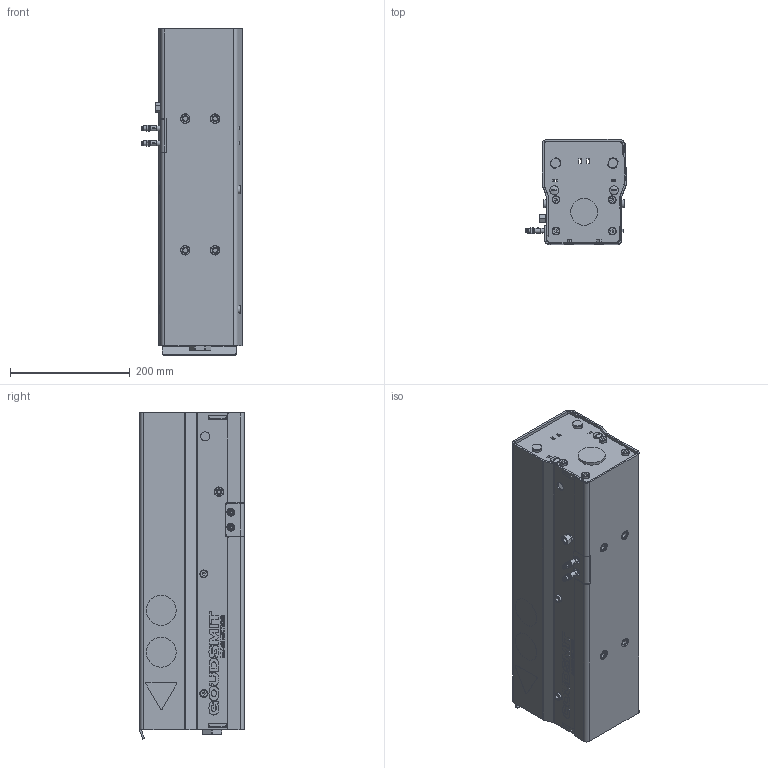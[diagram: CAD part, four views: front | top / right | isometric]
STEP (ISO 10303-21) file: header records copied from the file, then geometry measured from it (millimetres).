
FILE_DESCRIPTION(/* description */ (''),/* implementation_level */ '2;1');
FILE_NAME(/* name */ 'TPSP125301 E Customer.stp',/* time_stamp */ '2023-02-03T15:18:34+01:00',/* author */ ('lh'),/* organization */ (''),/* preprocessor_version */ 'ST-DEVELOPER v18.1',/* originating_system */ 'Autodesk Inventor 2021',/* authorisation */ '');
FILE_SCHEMA (('CONFIG_CONTROL_DESIGN'));
Products named in the file (1): Part1
Bounding box: 167.58 x 174.8 x 545.15 mm (x, y, z)
Volume: 1303290.4 mm3; surface area: 785238 mm2
Topology: 20 solids, 27 shells, 2411 faces, 6616 edges, 4390 vertices
Faces by surface type: plane 1362, cylinder 635, torus 188, cone 149, bspline 77
Full cylindrical faces by diameter (mm): 1 x6, 2.9 x6, 3.4 x2, 4 x4, 4.5 x2, 5.5 x5, 5.8 x2, 5.9 x2, 6.6 x1, 6.75 x8, 6.9 x2, 7 x10, 7.8 x4, 8 x30, 8.2 x8, 8.5 x2, 8.566 x2, 9.728 x1, 10 x25, 10.4 x4, 10.8 x7, 11 x6, 12 x4, 13 x15, 14.8 x7, 15 x6, 15.5 x1, 16 x4, 33 x2, 33.5 x1
Entity records: 81591 total; most frequent: CARTESIAN_POINT 17519, ORIENTED_EDGE 13208, DIRECTION 12457, EDGE_CURVE 6604, VERTEX_POINT 4390, AXIS2_PLACEMENT_3D 4271, LINE 3915, VECTOR 3915
